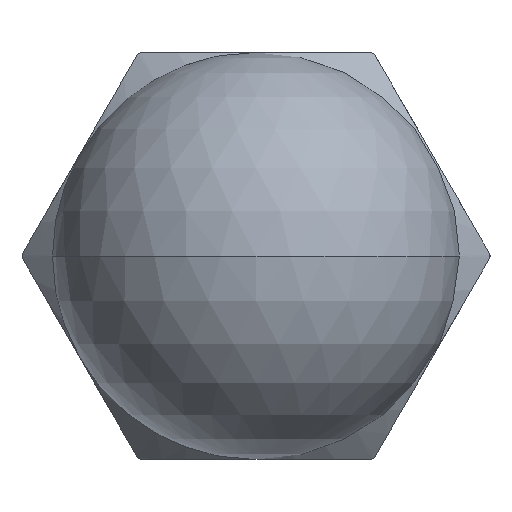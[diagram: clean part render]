
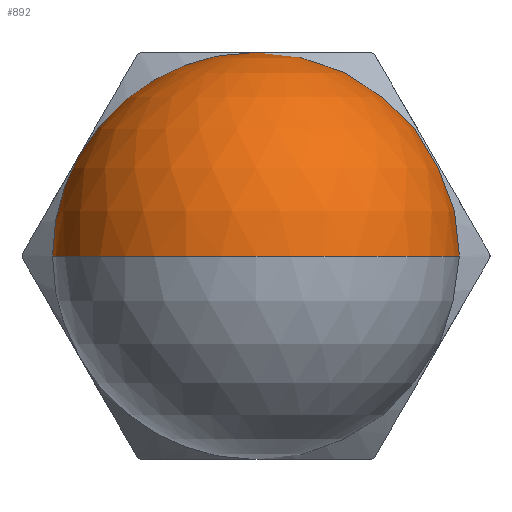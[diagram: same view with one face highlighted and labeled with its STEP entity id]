
A CAD part, left-side view. The second image highlights one B-rep face of the part: STEP entity #892.
In plain terms, the highlighted spherical face has radius 5 mm.
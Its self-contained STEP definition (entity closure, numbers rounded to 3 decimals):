
#17 = EDGE_LOOP ( 'NONE', ( #1047, #20, #829, #985 ) ) ;
#20 = ORIENTED_EDGE ( 'NONE', *, *, #98, .T. ) ;
#46 = SPHERICAL_SURFACE ( 'NONE', #528, 5. ) ;
#58 = CIRCLE ( 'NONE', #76, 5. ) ;
#76 = AXIS2_PLACEMENT_3D ( 'NONE', #208, #979, #290 ) ;
#97 = VERTEX_POINT ( 'NONE', #644 ) ;
#98 = EDGE_CURVE ( 'NONE', #679, #846, #822, .T. ) ;
#107 = DIRECTION ( 'NONE',  ( -1., 0., 0. ) ) ;
#138 = VERTEX_POINT ( 'NONE', #434 ) ;
#169 = EDGE_CURVE ( 'NONE', #846, #97, #976, .T. ) ;
#198 = EDGE_CURVE ( 'NONE', #679, #138, #58, .T. ) ;
#199 = CIRCLE ( 'NONE', #228, 5. ) ;
#208 = CARTESIAN_POINT ( 'NONE',  ( -9.5, 0., 0. ) ) ;
#228 = AXIS2_PLACEMENT_3D ( 'NONE', #756, #758, #762 ) ;
#274 = AXIS2_PLACEMENT_3D ( 'NONE', #1014, #1069, #954 ) ;
#290 = DIRECTION ( 'NONE',  ( 0., 1., 0. ) ) ;
#307 = AXIS2_PLACEMENT_3D ( 'NONE', #1086, #107, #1083 ) ;
#434 = CARTESIAN_POINT ( 'NONE',  ( -14.5, 0., 0. ) ) ;
#528 = AXIS2_PLACEMENT_3D ( 'NONE', #942, #1023, #807 ) ;
#644 = CARTESIAN_POINT ( 'NONE',  ( -6.5, 4., 0. ) ) ;
#679 = VERTEX_POINT ( 'NONE', #732 ) ;
#682 = EDGE_CURVE ( 'NONE', #97, #138, #199, .T. ) ;
#732 = CARTESIAN_POINT ( 'NONE',  ( -6.5, -4., 0. ) ) ;
#756 = CARTESIAN_POINT ( 'NONE',  ( -9.5, 0., 0. ) ) ;
#758 = DIRECTION ( 'NONE',  ( 0., 0., 1. ) ) ;
#762 = DIRECTION ( 'NONE',  ( 1., 0., 0. ) ) ;
#807 = DIRECTION ( 'NONE',  ( 0., 1., 0. ) ) ;
#822 = CIRCLE ( 'NONE', #274, 4. ) ;
#829 = ORIENTED_EDGE ( 'NONE', *, *, #169, .T. ) ;
#846 = VERTEX_POINT ( 'NONE', #1156 ) ;
#892 = ADVANCED_FACE ( 'NONE', ( #1020 ), #46, .T. ) ;
#942 = CARTESIAN_POINT ( 'NONE',  ( -9.5, 0., 0. ) ) ;
#954 = DIRECTION ( 'NONE',  ( 0., 0., 1. ) ) ;
#976 = CIRCLE ( 'NONE', #307, 4. ) ;
#979 = DIRECTION ( 'NONE',  ( 0., 0., -1. ) ) ;
#985 = ORIENTED_EDGE ( 'NONE', *, *, #682, .T. ) ;
#1014 = CARTESIAN_POINT ( 'NONE',  ( -6.5, 0., 0. ) ) ;
#1020 = FACE_OUTER_BOUND ( 'NONE', #17, .T. ) ;
#1023 = DIRECTION ( 'NONE',  ( 0., 0., -1. ) ) ;
#1047 = ORIENTED_EDGE ( 'NONE', *, *, #198, .F. ) ;
#1069 = DIRECTION ( 'NONE',  ( -1., 0., 0. ) ) ;
#1083 = DIRECTION ( 'NONE',  ( 0., 0., 1. ) ) ;
#1086 = CARTESIAN_POINT ( 'NONE',  ( -6.5, 0., 0. ) ) ;
#1156 = CARTESIAN_POINT ( 'NONE',  ( -6.5, 0., 4. ) ) ;
